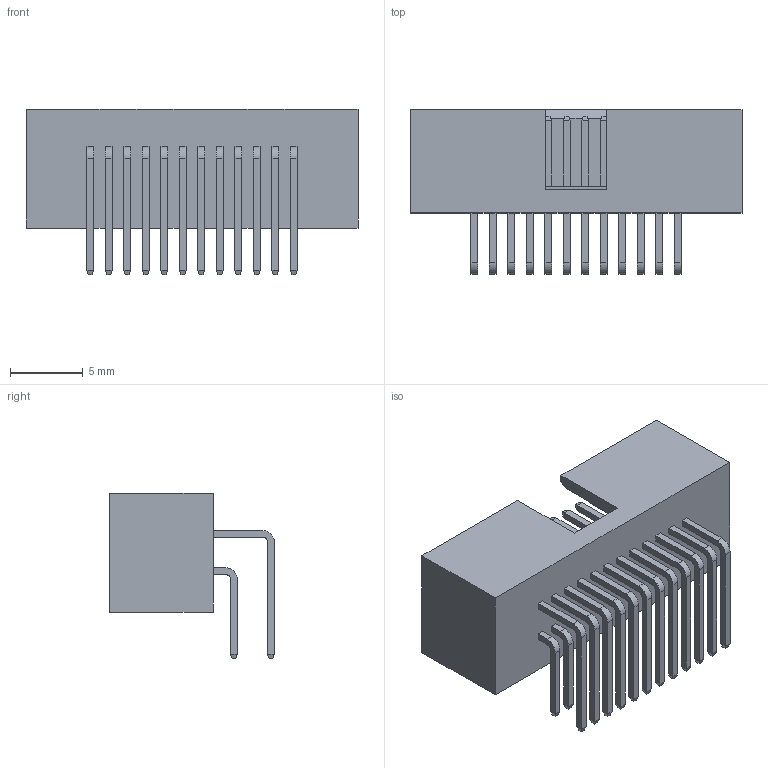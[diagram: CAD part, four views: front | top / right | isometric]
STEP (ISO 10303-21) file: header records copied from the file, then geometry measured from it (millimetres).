
FILE_DESCRIPTION( ('This file contains a STEP AP42 implementation' ,'as created by ZW3D STEP Interface translator.') ,'2;1' );
FILE_NAME( '3143-XXRXXBK00X1.stp' ,'231122.16 458', (''), ('ZWCAD Software Co.'), 'Version 1.0', 'ZW3D to STEP translator', '' );
FILE_SCHEMA(('AUTOMOTIVE_DESIGN { 1 0 10303 214 1 1 1 1 }'));
Length unit declared in the file: millimetre
Products named in the file (2): 0; 3143-24RXXBK00T1
Bounding box: 22.79 x 11.3 x 11.35 mm (x, y, z)
Volume: 662.6 mm3; surface area: 1738 mm2
Topology: 1 solids, 13 shells, 765 faces, 1965 edges, 1226 vertices
Faces by surface type: plane 717, cylinder 48
Entity records: 29508 total; most frequent: CARTESIAN_POINT 13347, ORIENTED_EDGE 3930, EDGE_CURVE 1965, DIRECTION 1907, B_SPLINE_CURVE_WITH_KNOTS 1590, VERTEX_POINT 1226, EDGE_LOOP 837, AXIS2_PLACEMENT_3D 766
